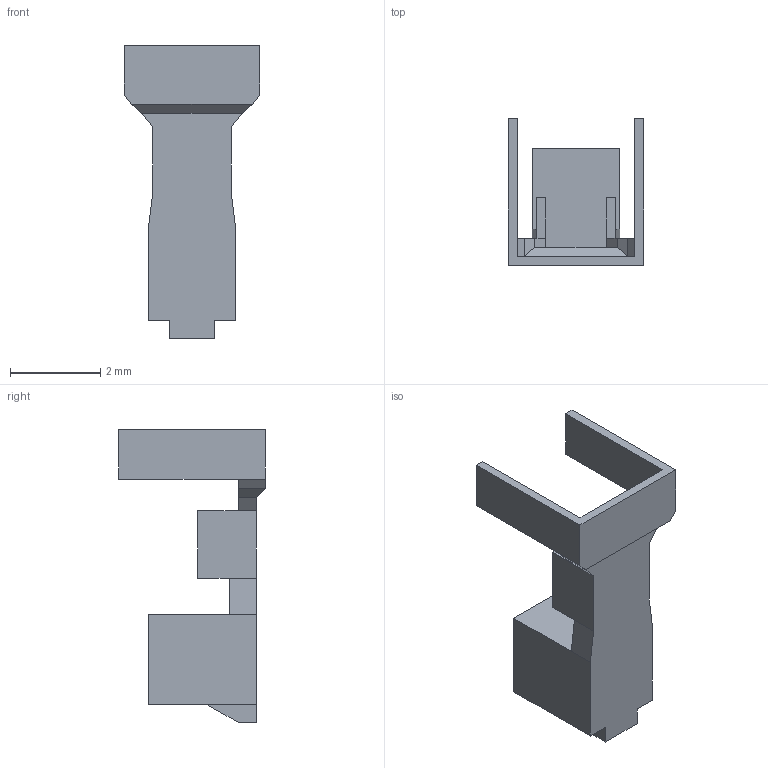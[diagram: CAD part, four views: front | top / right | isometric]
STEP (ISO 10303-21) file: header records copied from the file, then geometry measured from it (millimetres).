
FILE_DESCRIPTION (( 'STEP AP214' ), '1' );
FILE_NAME ('SXH-002T-P0.6.STEP', '2011-06-08T05:39:21', ( '9g-mnaganawa' ), ( 'ｊｓｔ－ｏｅｃ' ), 'SwSTEP 2.0', 'SolidWorks 2005235', '' );
FILE_SCHEMA (( 'AUTOMOTIVE_DESIGN' ));
Length unit declared in the file: millimetre
Products named in the file (1): SXH-002T-P0.6
Bounding box: 3 x 3.25 x 6.5 mm (x, y, z)
Volume: 13.7 mm3; surface area: 73.5 mm2
Topology: 1 solids, 1 shells, 54 faces, 134 edges, 82 vertices
Faces by surface type: plane 54
Entity records: 1577 total; most frequent: CARTESIAN_POINT 307, ORIENTED_EDGE 268, DIRECTION 232, EDGE_CURVE 134, VECTOR 122, LINE 122, VERTEX_POINT 82, AXIS2_PLACEMENT_3D 55
